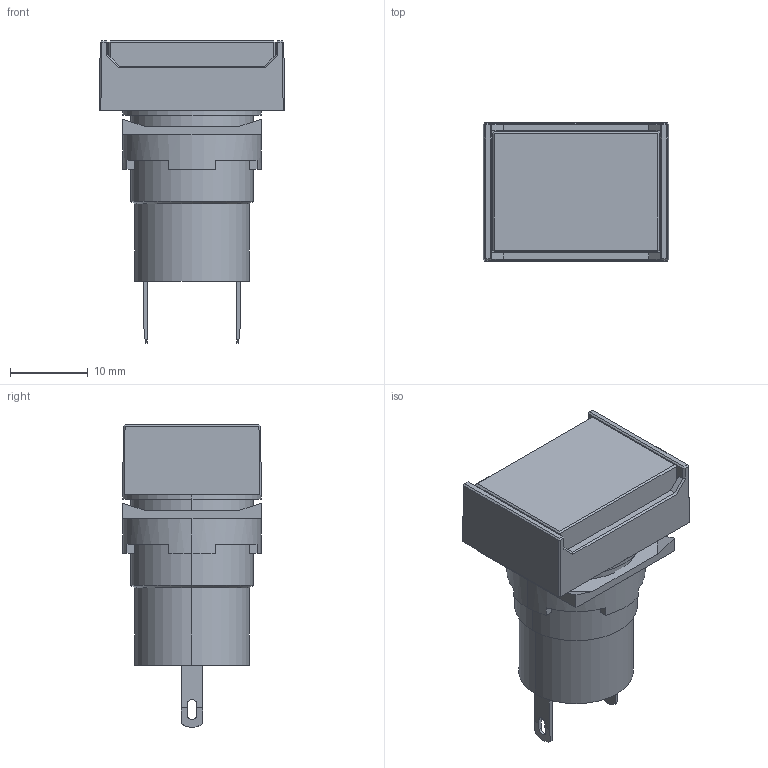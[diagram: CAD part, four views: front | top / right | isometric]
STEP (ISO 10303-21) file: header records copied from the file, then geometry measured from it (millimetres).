
FILE_DESCRIPTION (( 'STEP AP214' ), '1' );
FILE_NAME ('13_AL6H-P#(P)$.STEP', '2021-03-26T06:11:23', ( 'IDEC' ), ( 'IDEC' ), 'SwSTEP 2.0', 'SolidWorks 2019', '' );
FILE_SCHEMA (( 'AUTOMOTIVE_DESIGN' ));
Length unit declared in the file: millimetre
Products named in the file (4): A6-P-Body; A6-Operator-Rectanglar; 16-NUT-SET; 13_AL6H-P#(P)$
Assembly tree (3 placements, depth 2):
  13_AL6H-P#(P)$
    A6-P-Body
    A6-Operator-Rectanglar
    16-NUT-SET
Bounding box: 23.9 x 17.9 x 39 mm (x, y, z)
Volume: 8056.1 mm3; surface area: 4336.8 mm2
Topology: 3 solids, 3 shells, 136 faces, 344 edges, 216 vertices
Faces by surface type: plane 116, cylinder 18, cone 2
Entity records: 4166 total; most frequent: CARTESIAN_POINT 714, ORIENTED_EDGE 688, DIRECTION 676, EDGE_CURVE 344, LINE 288, VECTOR 288, VERTEX_POINT 216, AXIS2_PLACEMENT_3D 194
